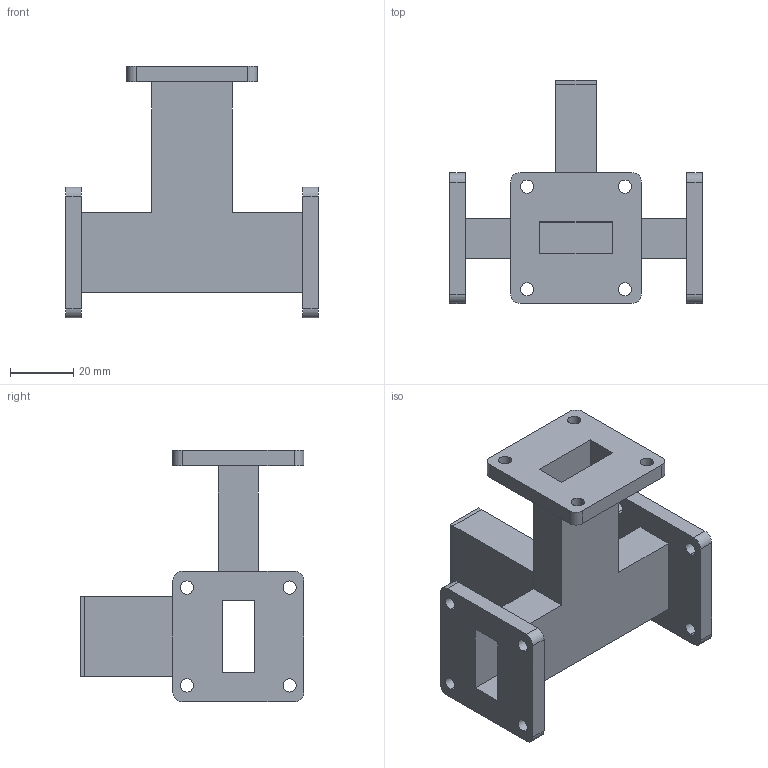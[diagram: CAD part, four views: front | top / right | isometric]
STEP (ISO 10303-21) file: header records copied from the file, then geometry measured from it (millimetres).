
FILE_DESCRIPTION (( 'STEP AP214' ), '1' );
FILE_NAME ('FMW90DV001_3D.step', '2023-09-14T19:03:16', ( '' ), ( '' ), 'SwSTEP 2.0', 'SolidWorks 2022', '' );
FILE_SCHEMA (( 'AUTOMOTIVE_DESIGN' ));
Length unit declared in the file: inch
Products named in the file (1): FMW90DV001_3D
Bounding box: 80 x 70.7 x 79.7 mm (x, y, z)
Volume: 34990.7 mm3; surface area: 33997.6 mm2
Topology: 1 solids, 1 shells, 80 faces, 224 edges, 148 vertices
Faces by surface type: plane 44, cylinder 36
Entity records: 2684 total; most frequent: DIRECTION 458, CARTESIAN_POINT 453, ORIENTED_EDGE 448, EDGE_CURVE 224, AXIS2_PLACEMENT_3D 153, LINE 152, VECTOR 152, VERTEX_POINT 148
